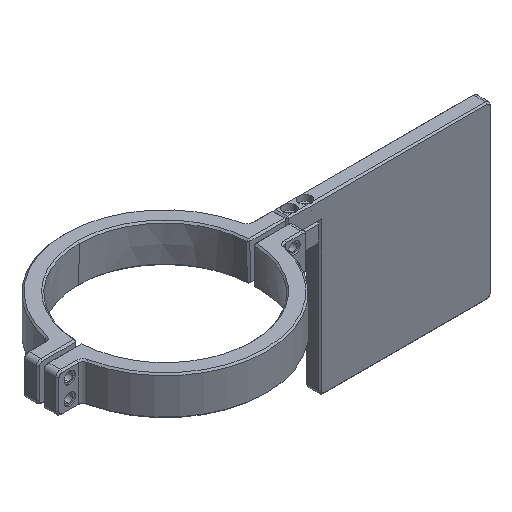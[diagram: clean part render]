
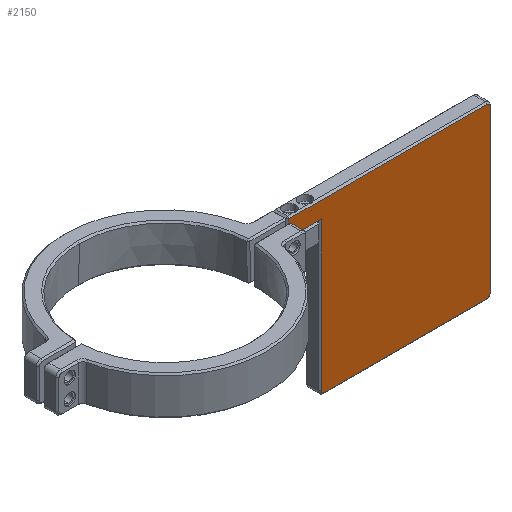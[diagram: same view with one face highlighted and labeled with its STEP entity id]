
A CAD part, isometric view. The second image highlights one B-rep face of the part: STEP entity #2150.
In plain terms, the highlighted planar face has unit normal (0, -1, 0).
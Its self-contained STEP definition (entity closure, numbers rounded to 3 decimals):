
#105 = EDGE_CURVE ( 'NONE', #12351, #4790, #11824, .T. ) ;
#182 = ORIENTED_EDGE ( 'NONE', *, *, #2675, .F. ) ;
#358 = CARTESIAN_POINT ( 'NONE',  ( 81., 1.5, 25. ) ) ;
#459 = VERTEX_POINT ( 'NONE', #5540 ) ;
#754 = CARTESIAN_POINT ( 'NONE',  ( 208., 1.5, 24. ) ) ;
#792 = VECTOR ( 'NONE', #3415, 1000. ) ;
#974 = CARTESIAN_POINT ( 'NONE',  ( 80., 1.5, 13.5 ) ) ;
#1360 = ORIENTED_EDGE ( 'NONE', *, *, #2230, .F. ) ;
#1634 = DIRECTION ( 'NONE',  ( -1., 0., 0. ) ) ;
#1839 = LINE ( 'NONE', #974, #12514 ) ;
#2150 = ADVANCED_FACE ( 'NONE', ( #12757 ), #10761, .T. ) ;
#2230 = EDGE_CURVE ( 'NONE', #6888, #3290, #9958, .T. ) ;
#2339 = CARTESIAN_POINT ( 'NONE',  ( 208., 1.5, -82. ) ) ;
#2449 = CARTESIAN_POINT ( 'NONE',  ( 102., 1.5, 13.5 ) ) ;
#2464 = LINE ( 'NONE', #11655, #792 ) ;
#2604 = EDGE_CURVE ( 'NONE', #8639, #9673, #3836, .T. ) ;
#2675 = EDGE_CURVE ( 'NONE', #2976, #6888, #7615, .T. ) ;
#2795 = CARTESIAN_POINT ( 'NONE',  ( 104., 1.5, -82. ) ) ;
#2820 = CARTESIAN_POINT ( 'NONE',  ( 102., 1.5, 12.5 ) ) ;
#2976 = VERTEX_POINT ( 'NONE', #5764 ) ;
#3272 = CARTESIAN_POINT ( 'NONE',  ( 208., 1.5, 22. ) ) ;
#3290 = VERTEX_POINT ( 'NONE', #12630 ) ;
#3415 = DIRECTION ( 'NONE',  ( 1., 0., 0. ) ) ;
#3445 = AXIS2_PLACEMENT_3D ( 'NONE', #11686, #5793, #1634 ) ;
#3836 = LINE ( 'NONE', #2820, #8043 ) ;
#3934 = CARTESIAN_POINT ( 'NONE',  ( 102., 1.5, -82. ) ) ;
#4285 = ORIENTED_EDGE ( 'NONE', *, *, #7763, .F. ) ;
#4612 = DIRECTION ( 'NONE',  ( -1., 0., 0. ) ) ;
#4780 = CARTESIAN_POINT ( 'NONE',  ( -80., 1.5, -84. ) ) ;
#4790 = VERTEX_POINT ( 'NONE', #8749 ) ;
#5044 = DIRECTION ( 'NONE',  ( 0., 0., -1. ) ) ;
#5176 = ORIENTED_EDGE ( 'NONE', *, *, #6779, .F. ) ;
#5215 = DIRECTION ( 'NONE',  ( -1., 0., 0. ) ) ;
#5216 = DIRECTION ( 'NONE',  ( -1., 0., 0. ) ) ;
#5476 = DIRECTION ( 'NONE',  ( 0., 1., 0. ) ) ;
#5540 = CARTESIAN_POINT ( 'NONE',  ( 81., 1.5, 24. ) ) ;
#5764 = CARTESIAN_POINT ( 'NONE',  ( 210., 1.5, -82. ) ) ;
#5765 = CARTESIAN_POINT ( 'NONE',  ( 208., 1.5, -84. ) ) ;
#5793 = DIRECTION ( 'NONE',  ( 0., -1., 0. ) ) ;
#6373 = ORIENTED_EDGE ( 'NONE', *, *, #2604, .F. ) ;
#6596 = EDGE_CURVE ( 'NONE', #9673, #7667, #1839, .T. ) ;
#6779 = EDGE_CURVE ( 'NONE', #459, #12351, #2464, .T. ) ;
#6888 = VERTEX_POINT ( 'NONE', #5765 ) ;
#6916 = DIRECTION ( 'NONE',  ( 0., 0., 1. ) ) ;
#7006 = LINE ( 'NONE', #11104, #9774 ) ;
#7596 = EDGE_LOOP ( 'NONE', ( #4285, #9010, #5176, #10629, #11201, #6373, #11142, #1360, #182 ) ) ;
#7615 = CIRCLE ( 'NONE', #12121, 2. ) ;
#7667 = VERTEX_POINT ( 'NONE', #7873 ) ;
#7763 = EDGE_CURVE ( 'NONE', #4790, #2976, #7006, .T. ) ;
#7869 = DIRECTION ( 'NONE',  ( -1., 0., 0. ) ) ;
#7873 = CARTESIAN_POINT ( 'NONE',  ( 81., 1.5, 13.5 ) ) ;
#8043 = VECTOR ( 'NONE', #6916, 1000. ) ;
#8161 = VECTOR ( 'NONE', #7869, 1000. ) ;
#8234 = EDGE_CURVE ( 'NONE', #3290, #8639, #9120, .T. ) ;
#8639 = VERTEX_POINT ( 'NONE', #3934 ) ;
#8749 = CARTESIAN_POINT ( 'NONE',  ( 210., 1.5, 22. ) ) ;
#9010 = ORIENTED_EDGE ( 'NONE', *, *, #105, .F. ) ;
#9120 = CIRCLE ( 'NONE', #12760, 2. ) ;
#9146 = VECTOR ( 'NONE', #10407, 1000. ) ;
#9525 = LINE ( 'NONE', #358, #9146 ) ;
#9673 = VERTEX_POINT ( 'NONE', #2449 ) ;
#9774 = VECTOR ( 'NONE', #5044, 1000. ) ;
#9958 = LINE ( 'NONE', #4780, #8161 ) ;
#10407 = DIRECTION ( 'NONE',  ( 0., 0., 1. ) ) ;
#10629 = ORIENTED_EDGE ( 'NONE', *, *, #11113, .F. ) ;
#10761 = PLANE ( 'NONE',  #3445 ) ;
#11104 = CARTESIAN_POINT ( 'NONE',  ( 210., 1.5, -82. ) ) ;
#11113 = EDGE_CURVE ( 'NONE', #7667, #459, #9525, .T. ) ;
#11142 = ORIENTED_EDGE ( 'NONE', *, *, #8234, .F. ) ;
#11201 = ORIENTED_EDGE ( 'NONE', *, *, #6596, .F. ) ;
#11267 = DIRECTION ( 'NONE',  ( 0., 1., 0. ) ) ;
#11520 = DIRECTION ( 'NONE',  ( -1., 0., 0. ) ) ;
#11655 = CARTESIAN_POINT ( 'NONE',  ( -80., 1.5, 24. ) ) ;
#11686 = CARTESIAN_POINT ( 'NONE',  ( -80., 1.5, 110. ) ) ;
#11824 = CIRCLE ( 'NONE', #12042, 2. ) ;
#11985 = DIRECTION ( 'NONE',  ( 0., 1., 0. ) ) ;
#12042 = AXIS2_PLACEMENT_3D ( 'NONE', #3272, #5476, #11520 ) ;
#12121 = AXIS2_PLACEMENT_3D ( 'NONE', #2339, #11267, #5215 ) ;
#12351 = VERTEX_POINT ( 'NONE', #754 ) ;
#12514 = VECTOR ( 'NONE', #5216, 1000. ) ;
#12630 = CARTESIAN_POINT ( 'NONE',  ( 104., 1.5, -84. ) ) ;
#12757 = FACE_OUTER_BOUND ( 'NONE', #7596, .T. ) ;
#12760 = AXIS2_PLACEMENT_3D ( 'NONE', #2795, #11985, #4612 ) ;
